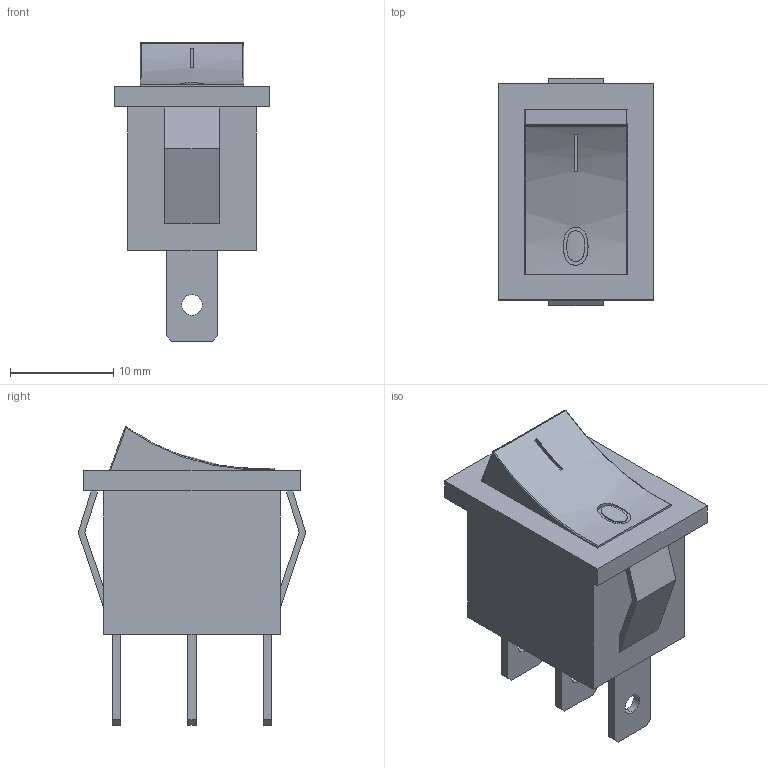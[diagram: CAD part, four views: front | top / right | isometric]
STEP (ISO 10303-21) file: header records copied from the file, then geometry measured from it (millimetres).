
FILE_DESCRIPTION (( 'STEP AP214' ), '1' );
FILE_NAME ('Switch I 0.STEP', '2022-05-17T13:58:28', ( '' ), ( '' ), 'SwSTEP 2.0', 'SolidWorks 2020', '' );
FILE_SCHEMA (( 'AUTOMOTIVE_DESIGN' ));
Length unit declared in the file: millimetre
Products named in the file (1): Switch I 0
Bounding box: 15 x 22 x 28.82 mm (x, y, z)
Volume: 3958.2 mm3; surface area: 2203.7 mm2
Topology: 1 solids, 1 shells, 80 faces, 202 edges, 132 vertices
Faces by surface type: plane 54, cylinder 12, bspline 9, sphere 3, torus 2
Entity records: 3663 total; most frequent: CARTESIAN_POINT 1167, ORIENTED_EDGE 404, DIRECTION 351, EDGE_CURVE 202, LINE 153, VECTOR 153, VERTEX_POINT 132, AXIS2_PLACEMENT_3D 99
